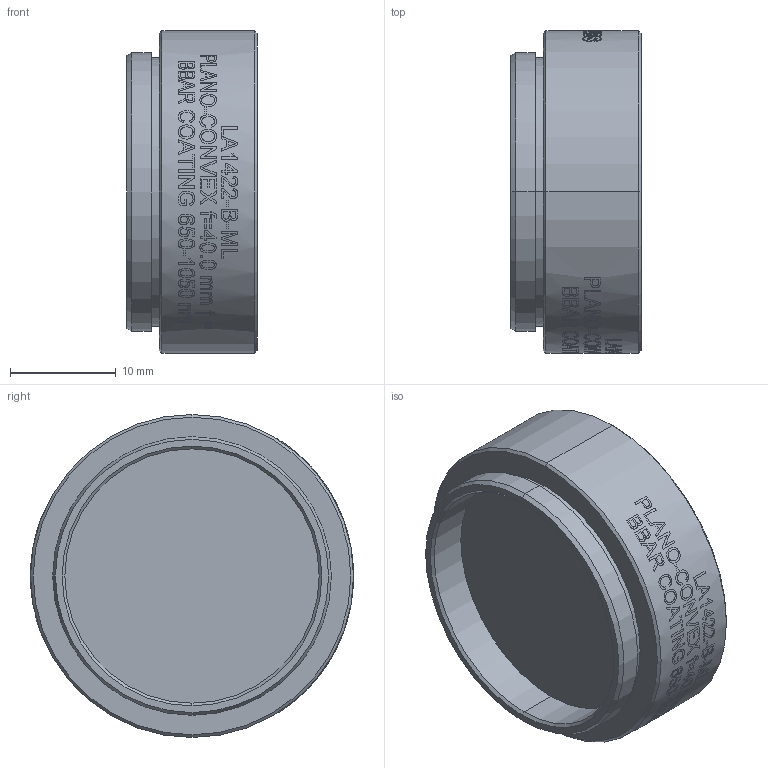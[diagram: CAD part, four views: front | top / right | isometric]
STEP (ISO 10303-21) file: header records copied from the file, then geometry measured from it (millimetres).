
FILE_DESCRIPTION (( 'STEP AP203' ), '1' );
FILE_NAME ('TTN203739-E0W.STEP', '2020-01-28T19:01:15', ( '' ), ( '' ), 'SwSTEP 2.0', 'SolidWorks 2018', '' );
FILE_SCHEMA (( 'CONFIG_CONTROL_DESIGN' ));
Length unit declared in the file: millimetre
Products named in the file (1): TTN203739-E0W
Bounding box: 12.27 x 30.48 x 30.48 mm (x, y, z)
Volume: 4399.3 mm3; surface area: 4521.3 mm2
Topology: 3 solids, 3 shells, 157 faces, 904 edges, 851 vertices
Faces by surface type: cylinder 113, cone 22, plane 20, sphere 2
Entity records: 15306 total; most frequent: CARTESIAN_POINT 8235, ORIENTED_EDGE 1808, DIRECTION 1057, EDGE_CURVE 904, VERTEX_POINT 851, B_SPLINE_CURVE_WITH_KNOTS 432, AXIS2_PLACEMENT_3D 427, CIRCLE 269
